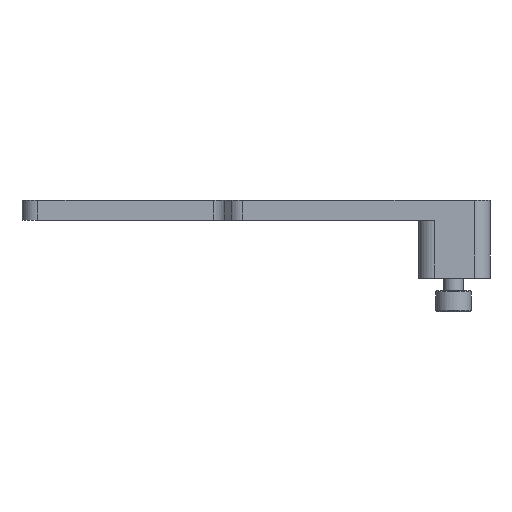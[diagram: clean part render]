
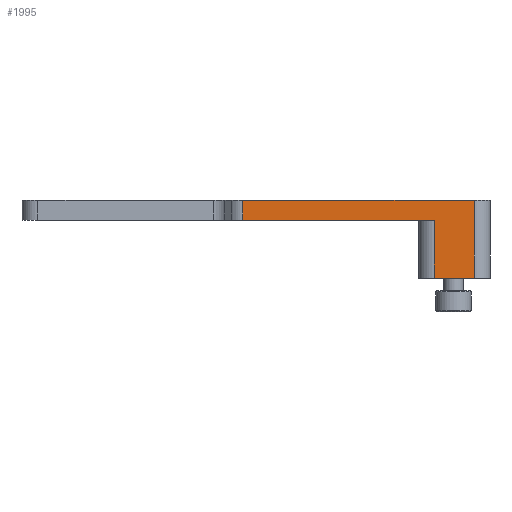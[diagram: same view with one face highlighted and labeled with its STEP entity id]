
A CAD part, left-side view. The second image highlights one B-rep face of the part: STEP entity #1995.
In plain terms, the highlighted planar face has unit normal (-1, 0, 0).
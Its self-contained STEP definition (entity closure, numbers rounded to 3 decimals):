
#72=PLANE('',#2207);
#151=FACE_OUTER_BOUND('',#290,.T.);
#290=EDGE_LOOP('',(#1580,#1581,#1582,#1583,#1584,#1585));
#386=LINE('',#2958,#580);
#428=LINE('',#3130,#622);
#455=LINE('',#3230,#649);
#465=LINE('',#3261,#659);
#466=LINE('',#3263,#660);
#467=LINE('',#3264,#661);
#580=VECTOR('',#2342,10.);
#622=VECTOR('',#2488,10.);
#649=VECTOR('',#2585,10.);
#659=VECTOR('',#2621,10.);
#660=VECTOR('',#2624,10.);
#661=VECTOR('',#2625,10.);
#874=VERTEX_POINT('',#2955);
#875=VERTEX_POINT('',#2957);
#952=VERTEX_POINT('',#3127);
#953=VERTEX_POINT('',#3129);
#990=VERTEX_POINT('',#3227);
#991=VERTEX_POINT('',#3229);
#1066=EDGE_CURVE('',#874,#875,#386,.T.);
#1152=EDGE_CURVE('',#952,#953,#428,.T.);
#1203=EDGE_CURVE('',#990,#991,#455,.T.);
#1220=EDGE_CURVE('',#991,#874,#465,.T.);
#1221=EDGE_CURVE('',#953,#990,#466,.T.);
#1222=EDGE_CURVE('',#875,#952,#467,.T.);
#1580=ORIENTED_EDGE('',*,*,#1066,.F.);
#1581=ORIENTED_EDGE('',*,*,#1220,.F.);
#1582=ORIENTED_EDGE('',*,*,#1203,.F.);
#1583=ORIENTED_EDGE('',*,*,#1221,.F.);
#1584=ORIENTED_EDGE('',*,*,#1152,.F.);
#1585=ORIENTED_EDGE('',*,*,#1222,.F.);
#1995=ADVANCED_FACE('',(#151),#72,.T.);
#2207=AXIS2_PLACEMENT_3D('',#3262,#2622,#2623);
#2342=DIRECTION('',(0.,1.,0.));
#2488=DIRECTION('',(0.,-1.,0.));
#2585=DIRECTION('',(0.,1.,0.));
#2621=DIRECTION('',(0.,0.,1.));
#2622=DIRECTION('center_axis',(-1.,0.,0.));
#2623=DIRECTION('ref_axis',(0.,1.,0.));
#2624=DIRECTION('',(0.,0.,-1.));
#2625=DIRECTION('',(0.,0.,1.));
#2955=CARTESIAN_POINT('',(-39.5,-29.,-2.5));
#2957=CARTESIAN_POINT('',(-39.5,-4.828,-2.5));
#2958=CARTESIAN_POINT('',(-39.5,23.,-2.5));
#3127=CARTESIAN_POINT('',(-39.5,-4.828,0.));
#3129=CARTESIAN_POINT('',(-39.5,-34.,0.));
#3130=CARTESIAN_POINT('',(-39.5,23.,0.));
#3227=CARTESIAN_POINT('',(-39.5,-34.,-9.8));
#3229=CARTESIAN_POINT('',(-39.5,-29.,-9.8));
#3230=CARTESIAN_POINT('',(-39.5,23.,-9.8));
#3261=CARTESIAN_POINT('',(-39.5,-29.,0.));
#3262=CARTESIAN_POINT('Origin',(-39.5,-36.,0.));
#3263=CARTESIAN_POINT('',(-39.5,-34.,0.));
#3264=CARTESIAN_POINT('',(-39.5,-4.828,0.));
